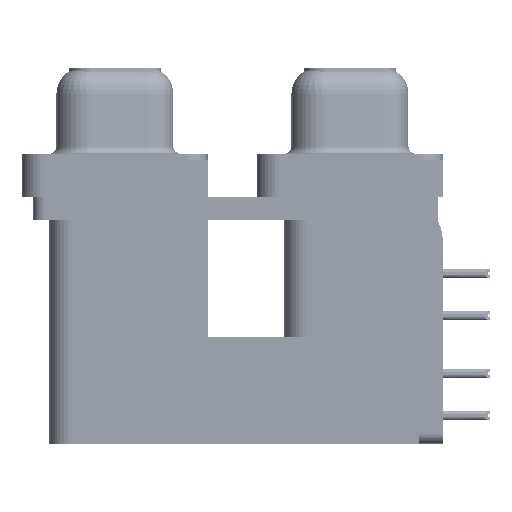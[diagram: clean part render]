
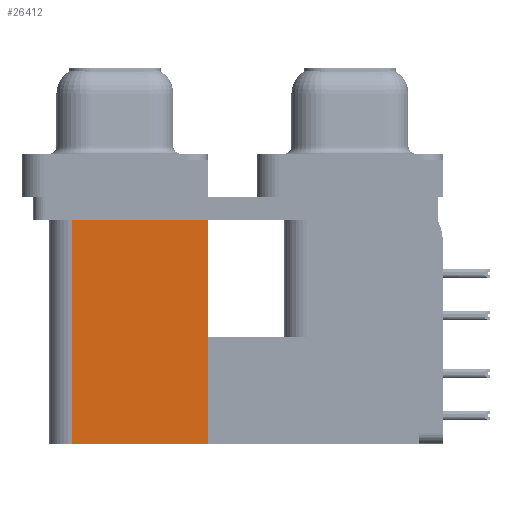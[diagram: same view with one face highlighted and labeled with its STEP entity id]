
A CAD part, left-side view. The second image highlights one B-rep face of the part: STEP entity #26412.
In plain terms, the highlighted planar face has unit normal (-1, 0, 0).
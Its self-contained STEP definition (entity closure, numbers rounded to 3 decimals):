
#37 = AXIS2_PLACEMENT_3D ( 'NONE', #64054, #18207, #2703 ) ;
#649 = DIRECTION ( 'NONE',  ( 0., 1., 0. ) ) ;
#1599 = FACE_OUTER_BOUND ( 'NONE', #60328, .T. ) ;
#2703 = DIRECTION ( 'NONE',  ( 0., 0., -1. ) ) ;
#3974 = DIRECTION ( 'NONE',  ( 0., 0., 1. ) ) ;
#5216 = EDGE_CURVE ( 'NONE', #25641, #38547, #43849, .T. ) ;
#6439 = DIRECTION ( 'NONE',  ( 0., 0., 1. ) ) ;
#6678 = CARTESIAN_POINT ( 'NONE',  ( 3.79, 9.6, -2.5 ) ) ;
#15065 = ORIENTED_EDGE ( 'NONE', *, *, #21584, .T. ) ;
#15488 = EDGE_CURVE ( 'NONE', #61887, #25641, #34888, .T. ) ;
#16169 = VECTOR ( 'NONE', #69461, 1000. ) ;
#18018 = CARTESIAN_POINT ( 'NONE',  ( 3.79, 18.8, -19.2 ) ) ;
#18207 = DIRECTION ( 'NONE',  ( 1., 0., 0. ) ) ;
#21584 = EDGE_CURVE ( 'NONE', #61887, #24979, #41770, .T. ) ;
#22887 = CARTESIAN_POINT ( 'NONE',  ( 3.79, 9.6, -19.2 ) ) ;
#24979 = VERTEX_POINT ( 'NONE', #69004 ) ;
#25641 = VERTEX_POINT ( 'NONE', #18018 ) ;
#26412 = ADVANCED_FACE ( 'NONE', ( #1599 ), #53147, .F. ) ;
#32589 = CARTESIAN_POINT ( 'NONE',  ( 3.79, 18.8, -19.2 ) ) ;
#34888 = LINE ( 'NONE', #22887, #16169 ) ;
#35279 = LINE ( 'NONE', #6678, #47410 ) ;
#38196 = VECTOR ( 'NONE', #6439, 1000. ) ;
#38547 = VERTEX_POINT ( 'NONE', #39160 ) ;
#39160 = CARTESIAN_POINT ( 'NONE',  ( 3.79, 18.8, -2.5 ) ) ;
#41770 = LINE ( 'NONE', #53072, #38196 ) ;
#43059 = CARTESIAN_POINT ( 'NONE',  ( 3.79, 9.6, -19.2 ) ) ;
#43849 = LINE ( 'NONE', #32589, #67394 ) ;
#47410 = VECTOR ( 'NONE', #649, 1000. ) ;
#50907 = EDGE_CURVE ( 'NONE', #24979, #38547, #35279, .T. ) ;
#52843 = ORIENTED_EDGE ( 'NONE', *, *, #50907, .T. ) ;
#53072 = CARTESIAN_POINT ( 'NONE',  ( 3.79, 9.6, -19.2 ) ) ;
#53147 = PLANE ( 'NONE',  #37 ) ;
#60328 = EDGE_LOOP ( 'NONE', ( #52843, #68960, #64332, #15065 ) ) ;
#61887 = VERTEX_POINT ( 'NONE', #43059 ) ;
#64054 = CARTESIAN_POINT ( 'NONE',  ( 3.79, 9.6, -19.2 ) ) ;
#64332 = ORIENTED_EDGE ( 'NONE', *, *, #15488, .F. ) ;
#67394 = VECTOR ( 'NONE', #3974, 1000. ) ;
#68960 = ORIENTED_EDGE ( 'NONE', *, *, #5216, .F. ) ;
#69004 = CARTESIAN_POINT ( 'NONE',  ( 3.79, 9.6, -2.5 ) ) ;
#69461 = DIRECTION ( 'NONE',  ( 0., 1., 0. ) ) ;
